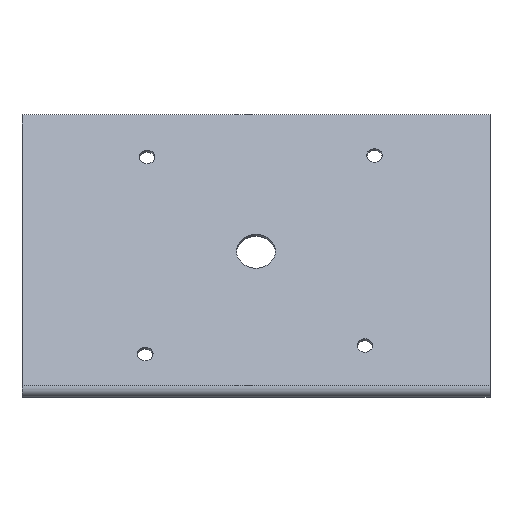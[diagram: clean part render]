
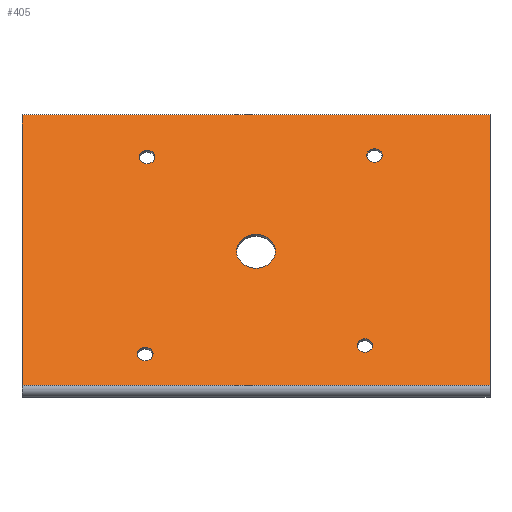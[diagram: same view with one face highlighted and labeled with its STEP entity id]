
A CAD part, front view. The second image highlights one B-rep face of the part: STEP entity #405.
In plain terms, the highlighted planar face has unit normal (0, -0.866, 0.5).
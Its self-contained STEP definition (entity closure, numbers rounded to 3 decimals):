
#15=FACE_BOUND('',#86,.T.);
#16=FACE_BOUND('',#87,.T.);
#17=FACE_BOUND('',#88,.T.);
#18=FACE_BOUND('',#89,.T.);
#19=FACE_BOUND('',#90,.T.);
#39=CIRCLE('',#447,5.);
#40=CIRCLE('',#449,2.);
#41=CIRCLE('',#450,2.);
#42=CIRCLE('',#451,2.);
#43=CIRCLE('',#452,2.);
#62=FACE_OUTER_BOUND('',#85,.T.);
#85=EDGE_LOOP('',(#315,#316,#317,#318));
#86=EDGE_LOOP('',(#319));
#87=EDGE_LOOP('',(#320));
#88=EDGE_LOOP('',(#321));
#89=EDGE_LOOP('',(#322));
#90=EDGE_LOOP('',(#323));
#129=LINE('',#649,#166);
#132=LINE('',#660,#169);
#133=LINE('',#661,#170);
#134=LINE('',#662,#171);
#166=VECTOR('',#522,10.);
#169=VECTOR('',#533,10.);
#170=VECTOR('',#534,1.44);
#171=VECTOR('',#535,10.);
#200=VERTEX_POINT('',#646);
#201=VERTEX_POINT('',#648);
#203=VERTEX_POINT('',#654);
#204=VERTEX_POINT('',#658);
#205=VERTEX_POINT('',#659);
#206=VERTEX_POINT('',#663);
#207=VERTEX_POINT('',#665);
#208=VERTEX_POINT('',#667);
#209=VERTEX_POINT('',#669);
#241=EDGE_CURVE('',#200,#201,#129,.T.);
#245=EDGE_CURVE('',#203,#203,#39,.T.);
#246=EDGE_CURVE('',#204,#205,#132,.T.);
#247=EDGE_CURVE('',#205,#201,#133,.T.);
#248=EDGE_CURVE('',#200,#204,#134,.T.);
#249=EDGE_CURVE('',#206,#206,#40,.T.);
#250=EDGE_CURVE('',#207,#207,#41,.T.);
#251=EDGE_CURVE('',#208,#208,#42,.T.);
#252=EDGE_CURVE('',#209,#209,#43,.T.);
#315=ORIENTED_EDGE('',*,*,#246,.T.);
#316=ORIENTED_EDGE('',*,*,#247,.T.);
#317=ORIENTED_EDGE('',*,*,#241,.F.);
#318=ORIENTED_EDGE('',*,*,#248,.T.);
#319=ORIENTED_EDGE('',*,*,#245,.T.);
#320=ORIENTED_EDGE('',*,*,#249,.T.);
#321=ORIENTED_EDGE('',*,*,#250,.T.);
#322=ORIENTED_EDGE('',*,*,#251,.T.);
#323=ORIENTED_EDGE('',*,*,#252,.T.);
#388=PLANE('',#448);
#405=ADVANCED_FACE('',(#62,#15,#16,#17,#18,#19),#388,.T.);
#447=AXIS2_PLACEMENT_3D('',#656,#529,#530);
#448=AXIS2_PLACEMENT_3D('',#657,#531,#532);
#449=AXIS2_PLACEMENT_3D('',#664,#536,#537);
#450=AXIS2_PLACEMENT_3D('',#666,#538,#539);
#451=AXIS2_PLACEMENT_3D('',#668,#540,#541);
#452=AXIS2_PLACEMENT_3D('',#670,#542,#543);
#522=DIRECTION('',(1.,0.,0.));
#529=DIRECTION('center_axis',(0.,0.866,-0.5));
#530=DIRECTION('ref_axis',(-1.,0.,0.));
#531=DIRECTION('center_axis',(0.,-0.866,0.5));
#532=DIRECTION('ref_axis',(-1.,0.,0.));
#533=DIRECTION('',(1.,0.,0.));
#534=DIRECTION('',(0.,0.5,0.866));
#535=DIRECTION('',(0.,-0.5,-0.866));
#536=DIRECTION('center_axis',(0.,0.866,-0.5));
#537=DIRECTION('ref_axis',(0.,-0.5,-0.866));
#538=DIRECTION('center_axis',(0.,0.866,-0.5));
#539=DIRECTION('ref_axis',(0.,-0.5,-0.866));
#540=DIRECTION('center_axis',(0.,0.866,-0.5));
#541=DIRECTION('ref_axis',(0.,-0.5,-0.866));
#542=DIRECTION('center_axis',(0.,0.866,-0.5));
#543=DIRECTION('ref_axis',(0.,-0.5,-0.866));
#646=CARTESIAN_POINT('',(0.,41.75,72.313));
#648=CARTESIAN_POINT('',(120.,41.75,72.313));
#649=CARTESIAN_POINT('',(0.,41.75,72.313));
#654=CARTESIAN_POINT('',(64.999,21.573,37.365));
#656=CARTESIAN_POINT('Origin',(59.999,21.573,37.365));
#657=CARTESIAN_POINT('Origin',(60.,20.612,35.701));
#658=CARTESIAN_POINT('',(0.,1.732,3.));
#659=CARTESIAN_POINT('',(120.,1.732,3.));
#660=CARTESIAN_POINT('',(60.,1.732,3.));
#661=CARTESIAN_POINT('',(120.,-0.53,-0.918));
#662=CARTESIAN_POINT('',(0.,1.732,3.));
#663=CARTESIAN_POINT('',(90.4,36.772,63.691));
#664=CARTESIAN_POINT('Origin',(90.4,35.772,61.959));
#665=CARTESIAN_POINT('',(31.6,7.372,12.769));
#666=CARTESIAN_POINT('Origin',(31.6,6.372,11.037));
#667=CARTESIAN_POINT('',(87.93,8.607,14.908));
#668=CARTESIAN_POINT('Origin',(87.93,7.607,13.176));
#669=CARTESIAN_POINT('',(32.069,36.538,63.285));
#670=CARTESIAN_POINT('Origin',(32.069,35.538,61.553));
